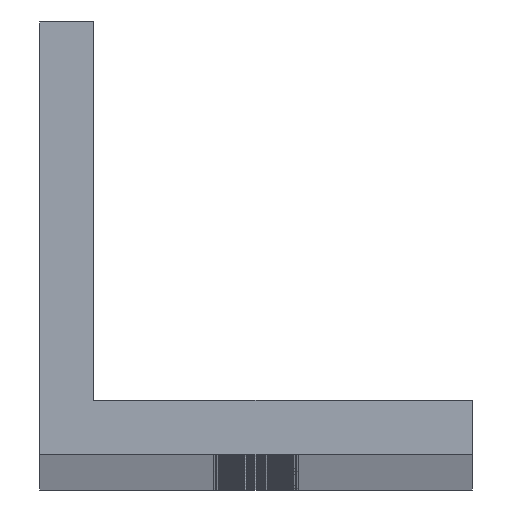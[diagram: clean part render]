
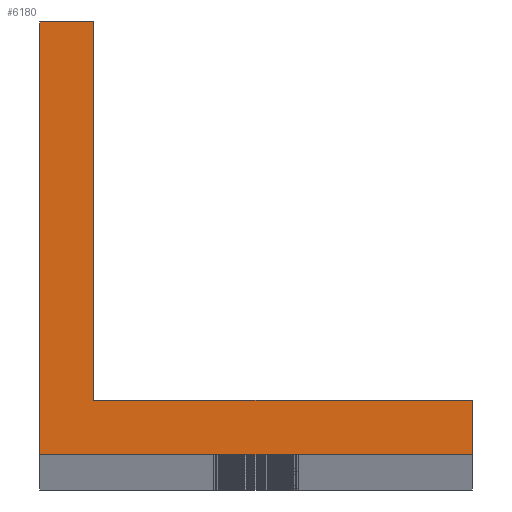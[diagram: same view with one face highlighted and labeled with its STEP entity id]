
A CAD part, top view. The second image highlights one B-rep face of the part: STEP entity #6180.
In plain terms, the highlighted planar face has unit normal (0, 0, 1).
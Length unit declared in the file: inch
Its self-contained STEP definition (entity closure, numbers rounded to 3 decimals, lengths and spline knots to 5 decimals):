
#220 = CARTESIAN_POINT ( 'NONE',  ( 0.125, 0.125, 47. ) ) ;
#318 = DIRECTION ( 'NONE',  ( 1., 0., 0. ) ) ;
#442 = EDGE_CURVE ( 'NONE', #9748, #8792, #7510, .T. ) ;
#558 = PLANE ( 'NONE',  #9490 ) ;
#1921 = DIRECTION ( 'NONE',  ( 0., 1., 0. ) ) ;
#2905 = EDGE_CURVE ( 'NONE', #4599, #13461, #8527, .T. ) ;
#3176 = EDGE_CURVE ( 'NONE', #8792, #4599, #7818, .T. ) ;
#3494 = ORIENTED_EDGE ( 'NONE', *, *, #2905, .T. ) ;
#3820 = FACE_OUTER_BOUND ( 'NONE', #4095, .T. ) ;
#4095 = EDGE_LOOP ( 'NONE', ( #7760, #8004, #8338, #9397, #3494, #4462 ) ) ;
#4462 = ORIENTED_EDGE ( 'NONE', *, *, #5536, .T. ) ;
#4599 = VERTEX_POINT ( 'NONE', #10038 ) ;
#4865 = VECTOR ( 'NONE', #5131, 39.37008 ) ;
#5131 = DIRECTION ( 'NONE',  ( -1., 0., 0. ) ) ;
#5175 = CARTESIAN_POINT ( 'NONE',  ( 1., 0., 47. ) ) ;
#5536 = EDGE_CURVE ( 'NONE', #13461, #8529, #13103, .T. ) ;
#6180 = ADVANCED_FACE ( 'NONE', ( #3820 ), #558, .F. ) ;
#6380 = CARTESIAN_POINT ( 'NONE',  ( 1., 0.125, 47. ) ) ;
#6751 = DIRECTION ( 'NONE',  ( 0., 1., 0. ) ) ;
#7049 = EDGE_CURVE ( 'NONE', #8529, #12919, #12431, .T. ) ;
#7510 = LINE ( 'NONE', #10703, #12427 ) ;
#7760 = ORIENTED_EDGE ( 'NONE', *, *, #7049, .T. ) ;
#7818 = LINE ( 'NONE', #13067, #13212 ) ;
#7867 = VECTOR ( 'NONE', #318, 39.37008 ) ;
#7994 = DIRECTION ( 'NONE',  ( 0., 0., -1. ) ) ;
#8004 = ORIENTED_EDGE ( 'NONE', *, *, #12914, .T. ) ;
#8282 = VECTOR ( 'NONE', #1921, 39.37008 ) ;
#8338 = ORIENTED_EDGE ( 'NONE', *, *, #442, .T. ) ;
#8527 = LINE ( 'NONE', #12776, #4865 ) ;
#8529 = VERTEX_POINT ( 'NONE', #13824 ) ;
#8543 = CARTESIAN_POINT ( 'NONE',  ( 0., 1., 47. ) ) ;
#8792 = VERTEX_POINT ( 'NONE', #220 ) ;
#9397 = ORIENTED_EDGE ( 'NONE', *, *, #3176, .T. ) ;
#9490 = AXIS2_PLACEMENT_3D ( 'NONE', #11187, #7994, #11118 ) ;
#9748 = VERTEX_POINT ( 'NONE', #6380 ) ;
#10038 = CARTESIAN_POINT ( 'NONE',  ( 0.125, 1., 47. ) ) ;
#10054 = DIRECTION ( 'NONE',  ( 0., -1., 0. ) ) ;
#10703 = CARTESIAN_POINT ( 'NONE',  ( 0.125, 0.125, 47. ) ) ;
#11048 = CARTESIAN_POINT ( 'NONE',  ( 0., 0., 47. ) ) ;
#11109 = DIRECTION ( 'NONE',  ( -1., 0., 0. ) ) ;
#11118 = DIRECTION ( 'NONE',  ( -1., 0., 0. ) ) ;
#11187 = CARTESIAN_POINT ( 'NONE',  ( 0., 0., 47. ) ) ;
#11622 = CARTESIAN_POINT ( 'NONE',  ( 1., 0.125, 47. ) ) ;
#12416 = VECTOR ( 'NONE', #10054, 39.37008 ) ;
#12427 = VECTOR ( 'NONE', #11109, 39.37008 ) ;
#12431 = LINE ( 'NONE', #13491, #7867 ) ;
#12748 = LINE ( 'NONE', #11622, #8282 ) ;
#12776 = CARTESIAN_POINT ( 'NONE',  ( 0., 1., 47. ) ) ;
#12914 = EDGE_CURVE ( 'NONE', #12919, #9748, #12748, .T. ) ;
#12919 = VERTEX_POINT ( 'NONE', #5175 ) ;
#13067 = CARTESIAN_POINT ( 'NONE',  ( 0.125, 1., 47. ) ) ;
#13103 = LINE ( 'NONE', #11048, #12416 ) ;
#13212 = VECTOR ( 'NONE', #6751, 39.37008 ) ;
#13461 = VERTEX_POINT ( 'NONE', #8543 ) ;
#13491 = CARTESIAN_POINT ( 'NONE',  ( 1., 0., 47. ) ) ;
#13824 = CARTESIAN_POINT ( 'NONE',  ( 0., 0., 47. ) ) ;
